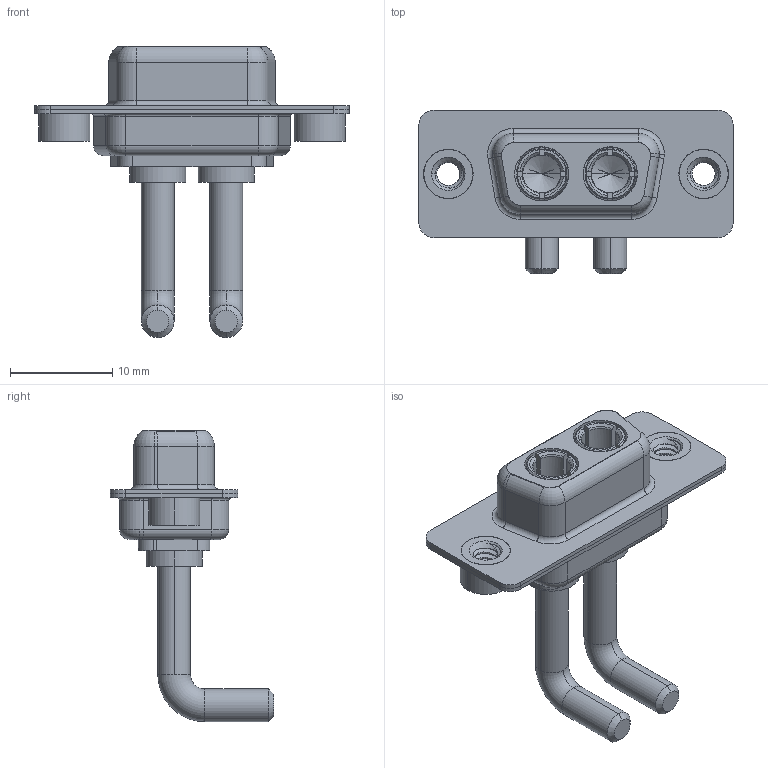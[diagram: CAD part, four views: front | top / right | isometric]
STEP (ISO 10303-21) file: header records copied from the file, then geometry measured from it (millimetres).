
FILE_DESCRIPTION (( 'STEP AP203' ), '1' );
FILE_NAME ('630-2W2-650-3T2.STEP', '2022-05-26T21:03:56', ( '' ), ( '' ), 'SwSTEP 2.0', 'SolidWorks 2020', '' );
FILE_SCHEMA (( 'CONFIG_CONTROL_DESIGN' ));
Length unit declared in the file: millimetre
Products named in the file (6): Power Socket_Ext 30A RA; 630Combo Shell Front_09 Contacts; 630-2W2-650-3T2; 630Combo Housing_2W2; 630Combo Threaded Rivet_2; 630Combo Shell Rear_09 Contacts
Assembly tree (7 placements, depth 2):
  630-2W2-650-3T2
    630Combo Housing_2W2
    630Combo Shell Front_09 Contacts
    630Combo Shell Rear_09 Contacts
    630Combo Threaded Rivet_2  x2
    Power Socket_Ext 30A RA  x2
Bounding box: 30.8 x 16 x 28.53 mm (x, y, z)
Volume: 1978.2 mm3; surface area: 4573.6 mm2
Topology: 9 solids, 9 shells, 435 faces, 1097 edges, 693 vertices
Faces by surface type: cylinder 187, plane 125, torus 69, cone 46, bspline 8
Entity records: 12174 total; most frequent: CARTESIAN_POINT 3555, DIRECTION 1751, ORIENTED_EDGE 1636, EDGE_CURVE 818, AXIS2_PLACEMENT_3D 711, VERTEX_POINT 516, CIRCLE 376, EDGE_LOOP 362
